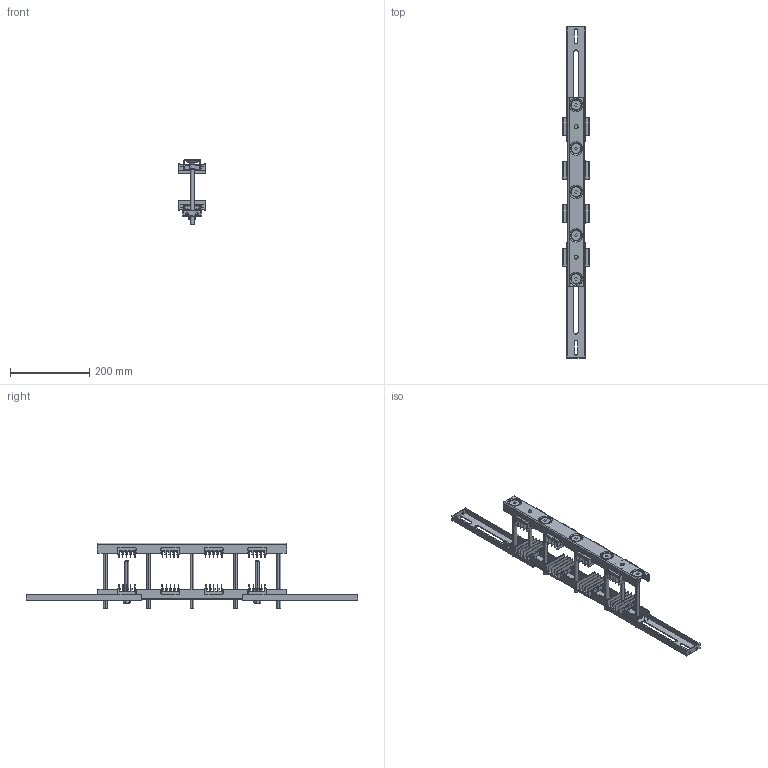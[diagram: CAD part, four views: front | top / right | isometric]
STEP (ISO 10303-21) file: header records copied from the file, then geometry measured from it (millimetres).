
FILE_DESCRIPTION(('STEP AP203'),'1');
FILE_NAME('ubs4-5tn.stp','2024-09-29T21:18:46',('TraceParts'),('TraceParts S.A.'),'Spatial InterOp 3D',' ',' ');
FILE_SCHEMA(('CONFIG_CONTROL_DESIGN'));
Length unit declared in the file: millimetre
Products named in the file (1): 1
Bounding box: 66 x 840 x 165.87 mm (x, y, z)
Volume: 626774.1 mm3; surface area: 494906.2 mm2
Topology: 27 solids, 27 shells, 2312 faces, 6290 edges, 4158 vertices
Faces by surface type: plane 2038, cylinder 190, cone 74, torus 10
Entity records: 72022 total; most frequent: CARTESIAN_POINT 12931, ORIENTED_EDGE 12580, DIRECTION 11428, EDGE_CURVE 6290, LINE 5782, VECTOR 5782, VERTEX_POINT 4158, AXIS2_PLACEMENT_3D 2823
